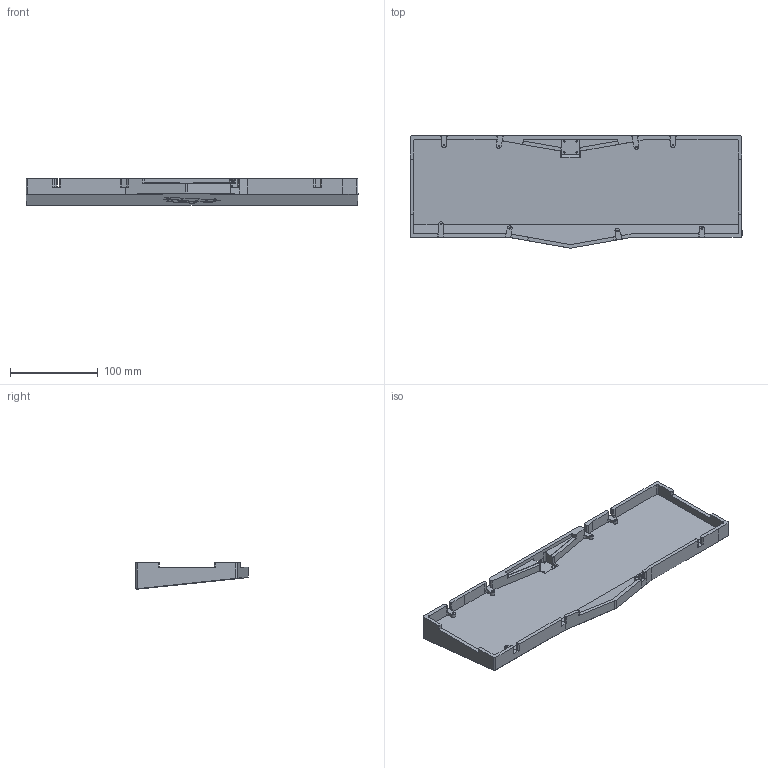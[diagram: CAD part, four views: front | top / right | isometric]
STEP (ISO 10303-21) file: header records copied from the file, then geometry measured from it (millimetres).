
FILE_DESCRIPTION(/* description */ (''),/* implementation_level */ '2;1');
FILE_NAME(/* name */ 'Bottom Case.step',/* time_stamp */ '2024-04-24T18:05:53+01:00',/* author */ (''),/* organization */ (''),/* preprocessor_version */ 'ST-DEVELOPER v20',/* originating_system */ 'Autodesk Translation Framework v12.20.1.177',/* authorisation */ '');
FILE_SCHEMA (('AUTOMOTIVE_DESIGN { 1 0 10303 214 3 1 1 }'));
Length unit declared in the file: millimetre
Products named in the file (2): Alice Keyboard; Bottom Case
Assembly tree (1 placements, depth 2):
  Alice Keyboard
    Bottom Case
Bounding box: 377.4 x 127.57 x 30.09 mm (x, y, z)
Volume: 524742.4 mm3; surface area: 124663.4 mm2
Topology: 1 solids, 1 shells, 395 faces, 1061 edges, 701 vertices
Faces by surface type: plane 173, cylinder 117, bspline 101, cone 4
Full cylindrical faces by diameter (mm): 1.623 x12
Entity records: 20893 total; most frequent: CARTESIAN_POINT 11383, ORIENTED_EDGE 2122, DIRECTION 1692, EDGE_CURVE 1061, VERTEX_POINT 701, LINE 616, VECTOR 616, AXIS2_PLACEMENT_3D 538
